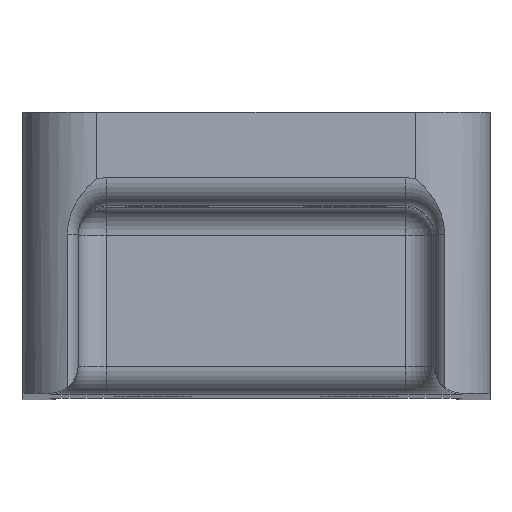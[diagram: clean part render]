
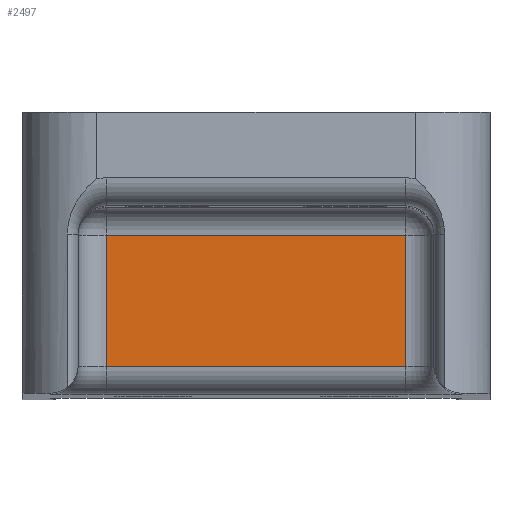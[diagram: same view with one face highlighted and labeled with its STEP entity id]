
A CAD part, top view. The second image highlights one B-rep face of the part: STEP entity #2497.
In plain terms, the highlighted planar face has unit normal (0, 0, 1).
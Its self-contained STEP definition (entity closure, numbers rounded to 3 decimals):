
#101 = VECTOR ( 'NONE', #449, 1000. ) ;
#252 = DIRECTION ( 'NONE',  ( 0., -1., 0. ) ) ;
#312 = EDGE_CURVE ( 'NONE', #1571, #1572, #1296, .T. ) ;
#449 = DIRECTION ( 'NONE',  ( 1., 0., 0. ) ) ;
#486 = VECTOR ( 'NONE', #252, 1000. ) ;
#515 = DIRECTION ( 'NONE',  ( 0., -1., 0. ) ) ;
#561 = CARTESIAN_POINT ( 'NONE',  ( -8., 1.5, 61.827 ) ) ;
#745 = ORIENTED_EDGE ( 'NONE', *, *, #2305, .T. ) ;
#768 = PLANE ( 'NONE',  #825 ) ;
#825 = AXIS2_PLACEMENT_3D ( 'NONE', #1340, #2883, #1554 ) ;
#890 = VERTEX_POINT ( 'NONE', #1185 ) ;
#959 = DIRECTION ( 'NONE',  ( -1., 0., 0. ) ) ;
#1017 = EDGE_CURVE ( 'NONE', #1571, #890, #3075, .T. ) ;
#1109 = ORIENTED_EDGE ( 'NONE', *, *, #1017, .T. ) ;
#1133 = EDGE_LOOP ( 'NONE', ( #745, #3020, #1109, #3114 ) ) ;
#1185 = CARTESIAN_POINT ( 'NONE',  ( -8., 8.5, 61.827 ) ) ;
#1242 = LINE ( 'NONE', #2023, #101 ) ;
#1261 = EDGE_CURVE ( 'NONE', #890, #2387, #1560, .T. ) ;
#1268 = CARTESIAN_POINT ( 'NONE',  ( 8., 8.5, 61.827 ) ) ;
#1296 = LINE ( 'NONE', #2112, #1433 ) ;
#1340 = CARTESIAN_POINT ( 'NONE',  ( 0., 54.79, 61.827 ) ) ;
#1433 = VECTOR ( 'NONE', #515, 1000. ) ;
#1554 = DIRECTION ( 'NONE',  ( 1., 0., 0. ) ) ;
#1560 = LINE ( 'NONE', #2627, #486 ) ;
#1571 = VERTEX_POINT ( 'NONE', #1268 ) ;
#1572 = VERTEX_POINT ( 'NONE', #3382 ) ;
#1613 = FACE_OUTER_BOUND ( 'NONE', #1133, .T. ) ;
#2023 = CARTESIAN_POINT ( 'NONE',  ( 0., 1.5, 61.827 ) ) ;
#2112 = CARTESIAN_POINT ( 'NONE',  ( 8., 0., 61.827 ) ) ;
#2223 = VECTOR ( 'NONE', #959, 1000. ) ;
#2305 = EDGE_CURVE ( 'NONE', #2387, #1572, #1242, .T. ) ;
#2387 = VERTEX_POINT ( 'NONE', #561 ) ;
#2497 = ADVANCED_FACE ( 'NONE', ( #1613 ), #768, .T. ) ;
#2627 = CARTESIAN_POINT ( 'NONE',  ( -8., 0., 61.827 ) ) ;
#2883 = DIRECTION ( 'NONE',  ( 0., 0., 1. ) ) ;
#2894 = CARTESIAN_POINT ( 'NONE',  ( 0., 8.5, 61.827 ) ) ;
#3020 = ORIENTED_EDGE ( 'NONE', *, *, #312, .F. ) ;
#3075 = LINE ( 'NONE', #2894, #2223 ) ;
#3114 = ORIENTED_EDGE ( 'NONE', *, *, #1261, .T. ) ;
#3382 = CARTESIAN_POINT ( 'NONE',  ( 8., 1.5, 61.827 ) ) ;
